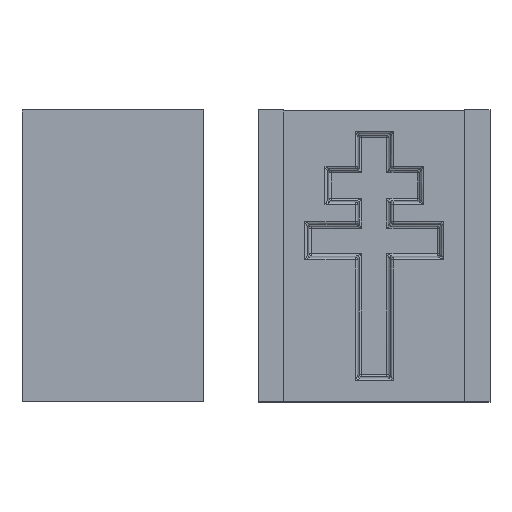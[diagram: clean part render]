
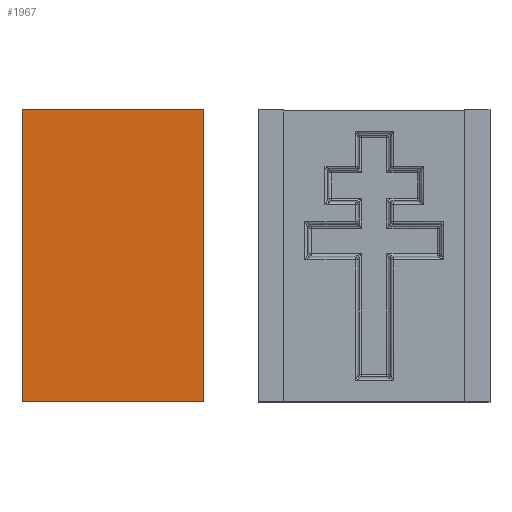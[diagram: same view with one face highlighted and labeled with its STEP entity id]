
A CAD part, top view. The second image highlights one B-rep face of the part: STEP entity #1967.
In plain terms, the highlighted planar face has unit normal (0, 0, 1).
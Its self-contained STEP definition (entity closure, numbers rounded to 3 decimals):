
#51=PLANE('',#2219);
#268=FACE_OUTER_BOUND('',#406,.T.);
#406=EDGE_LOOP('',(#1758,#1759,#1760,#1761));
#560=LINE('',#3881,#716);
#561=LINE('',#3884,#717);
#562=LINE('',#3886,#718);
#563=LINE('',#3887,#719);
#716=VECTOR('',#2841,10.);
#717=VECTOR('',#2844,10.);
#718=VECTOR('',#2845,10.);
#719=VECTOR('',#2846,10.);
#942=VERTEX_POINT('',#3877);
#943=VERTEX_POINT('',#3879);
#944=VERTEX_POINT('',#3883);
#945=VERTEX_POINT('',#3885);
#1216=EDGE_CURVE('',#942,#943,#560,.T.);
#1217=EDGE_CURVE('',#942,#944,#561,.T.);
#1218=EDGE_CURVE('',#945,#943,#562,.T.);
#1219=EDGE_CURVE('',#944,#945,#563,.T.);
#1758=ORIENTED_EDGE('',*,*,#1217,.F.);
#1759=ORIENTED_EDGE('',*,*,#1216,.T.);
#1760=ORIENTED_EDGE('',*,*,#1218,.F.);
#1761=ORIENTED_EDGE('',*,*,#1219,.F.);
#1967=ADVANCED_FACE('',(#268),#51,.T.);
#2219=AXIS2_PLACEMENT_3D('',#3882,#2842,#2843);
#2841=DIRECTION('',(0.,1.,0.));
#2842=DIRECTION('center_axis',(0.,0.,1.));
#2843=DIRECTION('ref_axis',(1.,0.,0.));
#2844=DIRECTION('',(-1.,0.,0.));
#2845=DIRECTION('',(1.,0.,0.));
#2846=DIRECTION('',(0.,1.,0.));
#3877=CARTESIAN_POINT('',(-37.,-53.,20.));
#3879=CARTESIAN_POINT('',(-37.,5.,20.));
#3881=CARTESIAN_POINT('',(-37.,-53.,20.));
#3882=CARTESIAN_POINT('Origin',(-73.,-53.,20.));
#3883=CARTESIAN_POINT('',(-73.,-53.,20.));
#3884=CARTESIAN_POINT('',(-37.,-53.,20.));
#3885=CARTESIAN_POINT('',(-73.,5.,20.));
#3886=CARTESIAN_POINT('',(-37.,5.,20.));
#3887=CARTESIAN_POINT('',(-73.,-53.,20.));
